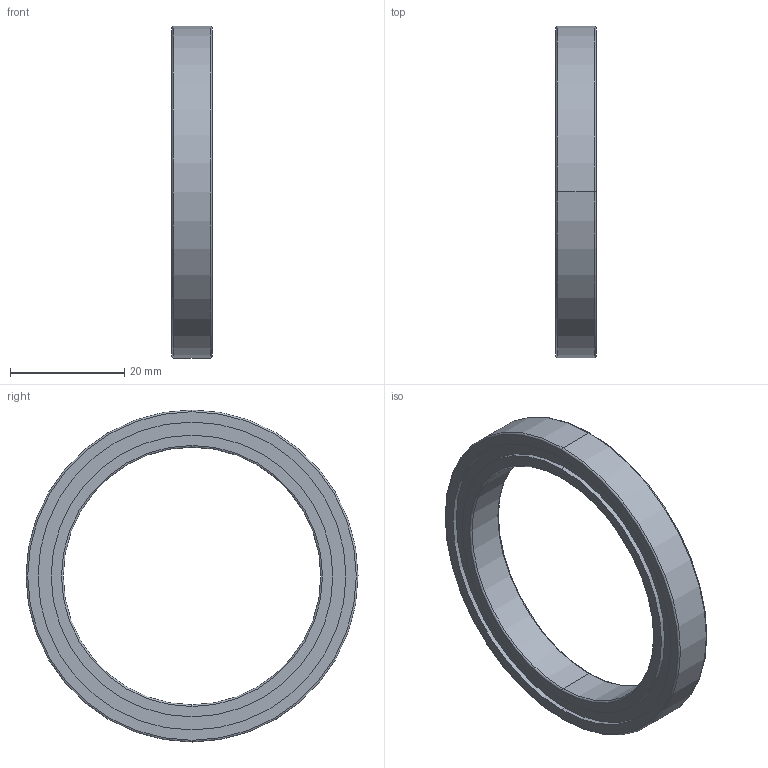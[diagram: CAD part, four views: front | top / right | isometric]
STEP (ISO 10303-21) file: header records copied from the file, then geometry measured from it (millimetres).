
FILE_DESCRIPTION (( 'STEP AP214' ), '1' );
FILE_NAME ('2024.07.31_Arm窍何海绢傅.STEP', '2024-08-02T08:03:32', ( '' ), ( '' ), 'SwSTEP 2.0', 'SolidWorks 2024', '' );
FILE_SCHEMA (( 'AUTOMOTIVE_DESIGN' ));
Length unit declared in the file: millimetre
Products named in the file (1): 2024.07.31_Arm하부베어링
Bounding box: 7 x 58 x 58 mm (x, y, z)
Volume: 6753.6 mm3; surface area: 4802.8 mm2
Topology: 1 solids, 1 shells, 26 faces, 52 edges, 32 vertices
Faces by surface type: cylinder 12, torus 8, plane 6
Entity records: 719 total; most frequent: DIRECTION 146, CARTESIAN_POINT 111, ORIENTED_EDGE 104, AXIS2_PLACEMENT_3D 67, EDGE_CURVE 52, CIRCLE 40, EDGE_LOOP 32, VERTEX_POINT 32
